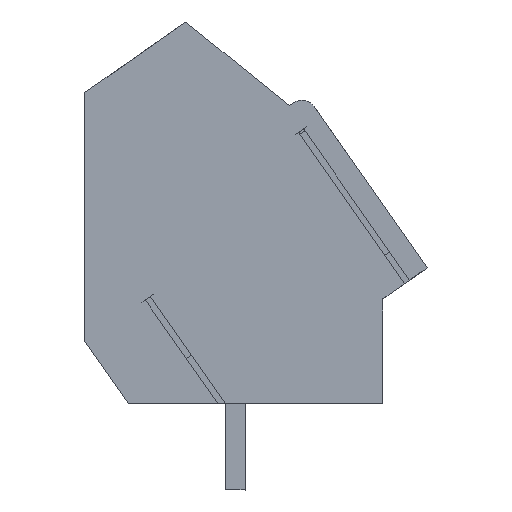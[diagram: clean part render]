
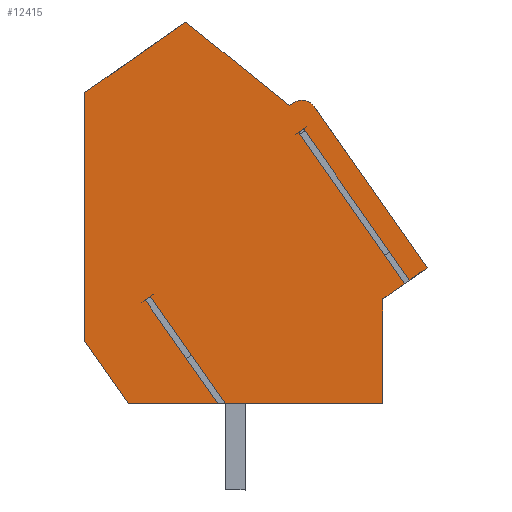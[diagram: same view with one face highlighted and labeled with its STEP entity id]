
A CAD part, left-side view. The second image highlights one B-rep face of the part: STEP entity #12415.
In plain terms, the highlighted planar face has unit normal (-1, 0, 0).
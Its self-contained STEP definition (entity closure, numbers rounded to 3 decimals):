
#12267=AXIS2_PLACEMENT_3D('Plane Axis2P3D',#12264,#12265,#12266) ;
#12287=AXIS2_PLACEMENT_3D('Circle Axis2P3D',#12285,#12286,$) ;
#12264=CARTESIAN_POINT('Axis2P3D Location',(0.,13.9,0.)) ;
#12269=CARTESIAN_POINT('Line Origine',(0.,0.358,8.767)) ;
#12273=CARTESIAN_POINT('Vertex',(0.,0.717,8.516)) ;
#12275=CARTESIAN_POINT('Vertex',(0.,0.,9.018)) ;
#12278=CARTESIAN_POINT('Line Origine',(0.,2.294,12.295)) ;
#12282=CARTESIAN_POINT('Vertex',(0.,4.589,15.572)) ;
#12285=CARTESIAN_POINT('Axis2P3D Location',(0.,5.08,15.227)) ;
#12289=CARTESIAN_POINT('Vertex',(0.,5.424,15.719)) ;
#12292=CARTESIAN_POINT('Line Origine',(0.,5.506,15.662)) ;
#12296=CARTESIAN_POINT('Vertex',(0.,5.588,15.604)) ;
#12299=CARTESIAN_POINT('Line Origine',(0.,7.696,17.302)) ;
#12303=CARTESIAN_POINT('Vertex',(0.,9.804,19.)) ;
#12306=CARTESIAN_POINT('Line Origine',(0.,11.852,17.566)) ;
#12310=CARTESIAN_POINT('Vertex',(0.,13.9,16.132)) ;
#12313=CARTESIAN_POINT('Line Origine',(0.,13.9,11.081)) ;
#12317=CARTESIAN_POINT('Vertex',(0.,13.9,6.03)) ;
#12320=CARTESIAN_POINT('Line Origine',(0.,13.014,4.765)) ;
#12324=CARTESIAN_POINT('Vertex',(0.,12.128,3.5)) ;
#12327=CARTESIAN_POINT('Line Origine',(0.,10.312,3.5)) ;
#12331=CARTESIAN_POINT('Vertex',(0.,8.496,3.5)) ;
#12334=CARTESIAN_POINT('Line Origine',(0.,9.972,5.608)) ;
#12338=CARTESIAN_POINT('Vertex',(0.,11.448,7.716)) ;
#12341=CARTESIAN_POINT('Line Origine',(0.,11.346,7.788)) ;
#12345=CARTESIAN_POINT('Vertex',(0.,11.244,7.859)) ;
#12348=CARTESIAN_POINT('Line Origine',(0.,9.718,5.68)) ;
#12352=CARTESIAN_POINT('Vertex',(0.,8.192,3.5)) ;
#12355=CARTESIAN_POINT('Line Origine',(0.,4.996,3.5)) ;
#12359=CARTESIAN_POINT('Vertex',(0.,1.8,3.5)) ;
#12362=CARTESIAN_POINT('Line Origine',(0.,1.8,5.629)) ;
#12366=CARTESIAN_POINT('Vertex',(0.,1.8,7.758)) ;
#12369=CARTESIAN_POINT('Line Origine',(0.,1.361,8.066)) ;
#12373=CARTESIAN_POINT('Vertex',(0.,0.921,8.373)) ;
#12376=CARTESIAN_POINT('Line Origine',(0.,3.072,11.445)) ;
#12380=CARTESIAN_POINT('Vertex',(0.,5.223,14.517)) ;
#12383=CARTESIAN_POINT('Line Origine',(0.,5.121,14.588)) ;
#12387=CARTESIAN_POINT('Vertex',(0.,5.019,14.66)) ;
#12390=CARTESIAN_POINT('Line Origine',(0.,2.868,11.588)) ;
#12265=DIRECTION('Axis2P3D Direction',(-1.,0.,0.)) ;
#12266=DIRECTION('Axis2P3D XDirection',(0.,-1.,0.)) ;
#12270=DIRECTION('Vector Direction',(0.,0.819,-0.574)) ;
#12279=DIRECTION('Vector Direction',(0.,-0.574,-0.819)) ;
#12286=DIRECTION('Axis2P3D Direction',(-1.,0.,0.)) ;
#12293=DIRECTION('Vector Direction',(0.,-0.819,0.574)) ;
#12300=DIRECTION('Vector Direction',(0.,-0.779,-0.627)) ;
#12307=DIRECTION('Vector Direction',(0.,-0.819,0.574)) ;
#12314=DIRECTION('Vector Direction',(0.,0.,1.)) ;
#12321=DIRECTION('Vector Direction',(0.,0.574,0.819)) ;
#12328=DIRECTION('Vector Direction',(0.,1.,0.)) ;
#12335=DIRECTION('Vector Direction',(0.,-0.574,-0.819)) ;
#12342=DIRECTION('Vector Direction',(0.,0.819,-0.574)) ;
#12349=DIRECTION('Vector Direction',(0.,-0.574,-0.819)) ;
#12356=DIRECTION('Vector Direction',(0.,1.,0.)) ;
#12363=DIRECTION('Vector Direction',(0.,0.,-1.)) ;
#12370=DIRECTION('Vector Direction',(0.,0.819,-0.574)) ;
#12377=DIRECTION('Vector Direction',(0.,-0.574,-0.819)) ;
#12384=DIRECTION('Vector Direction',(0.,0.819,-0.574)) ;
#12391=DIRECTION('Vector Direction',(0.,-0.574,-0.819)) ;
#12271=VECTOR('Line Direction',#12270,1.) ;
#12280=VECTOR('Line Direction',#12279,1.) ;
#12294=VECTOR('Line Direction',#12293,1.) ;
#12301=VECTOR('Line Direction',#12300,1.) ;
#12308=VECTOR('Line Direction',#12307,1.) ;
#12315=VECTOR('Line Direction',#12314,1.) ;
#12322=VECTOR('Line Direction',#12321,1.) ;
#12329=VECTOR('Line Direction',#12328,1.) ;
#12336=VECTOR('Line Direction',#12335,1.) ;
#12343=VECTOR('Line Direction',#12342,1.) ;
#12350=VECTOR('Line Direction',#12349,1.) ;
#12357=VECTOR('Line Direction',#12356,1.) ;
#12364=VECTOR('Line Direction',#12363,1.) ;
#12371=VECTOR('Line Direction',#12370,1.) ;
#12378=VECTOR('Line Direction',#12377,1.) ;
#12385=VECTOR('Line Direction',#12384,1.) ;
#12392=VECTOR('Line Direction',#12391,1.) ;
#12396=ORIENTED_EDGE('',*,*,#12277,.T.) ;
#12397=ORIENTED_EDGE('',*,*,#12284,.T.) ;
#12398=ORIENTED_EDGE('',*,*,#12291,.T.) ;
#12399=ORIENTED_EDGE('',*,*,#12298,.T.) ;
#12400=ORIENTED_EDGE('',*,*,#12305,.T.) ;
#12401=ORIENTED_EDGE('',*,*,#12312,.T.) ;
#12402=ORIENTED_EDGE('',*,*,#12319,.T.) ;
#12403=ORIENTED_EDGE('',*,*,#12326,.T.) ;
#12404=ORIENTED_EDGE('',*,*,#12333,.T.) ;
#12405=ORIENTED_EDGE('',*,*,#12340,.F.) ;
#12406=ORIENTED_EDGE('',*,*,#12347,.F.) ;
#12407=ORIENTED_EDGE('',*,*,#12354,.T.) ;
#12408=ORIENTED_EDGE('',*,*,#12361,.T.) ;
#12409=ORIENTED_EDGE('',*,*,#12368,.T.) ;
#12410=ORIENTED_EDGE('',*,*,#12375,.T.) ;
#12411=ORIENTED_EDGE('',*,*,#12382,.F.) ;
#12412=ORIENTED_EDGE('',*,*,#12389,.F.) ;
#12413=ORIENTED_EDGE('',*,*,#12394,.T.) ;
#12415=ADVANCED_FACE('HOUSING',(#12414),#12268,.T.) ;
#12288=CIRCLE('generated circle',#12287,0.6) ;
#12277=EDGE_CURVE('',#12274,#12276,#12272,.F.) ;
#12284=EDGE_CURVE('',#12276,#12283,#12281,.F.) ;
#12291=EDGE_CURVE('',#12283,#12290,#12288,.T.) ;
#12298=EDGE_CURVE('',#12290,#12297,#12295,.F.) ;
#12305=EDGE_CURVE('',#12297,#12304,#12302,.F.) ;
#12312=EDGE_CURVE('',#12304,#12311,#12309,.F.) ;
#12319=EDGE_CURVE('',#12311,#12318,#12316,.F.) ;
#12326=EDGE_CURVE('',#12318,#12325,#12323,.F.) ;
#12333=EDGE_CURVE('',#12325,#12332,#12330,.F.) ;
#12340=EDGE_CURVE('',#12339,#12332,#12337,.T.) ;
#12347=EDGE_CURVE('',#12346,#12339,#12344,.T.) ;
#12354=EDGE_CURVE('',#12346,#12353,#12351,.T.) ;
#12361=EDGE_CURVE('',#12353,#12360,#12358,.F.) ;
#12368=EDGE_CURVE('',#12360,#12367,#12365,.F.) ;
#12375=EDGE_CURVE('',#12367,#12374,#12372,.F.) ;
#12382=EDGE_CURVE('',#12381,#12374,#12379,.T.) ;
#12389=EDGE_CURVE('',#12388,#12381,#12386,.T.) ;
#12394=EDGE_CURVE('',#12388,#12274,#12393,.T.) ;
#12395=EDGE_LOOP('',(#12396,#12397,#12398,#12399,#12400,#12401,#12402,#12403,#12404,#12405,#12406,#12407,#12408,#12409,#12410,#12411,#12412,#12413)) ;
#12414=FACE_OUTER_BOUND('',#12395,.T.) ;
#12272=LINE('Line',#12269,#12271) ;
#12281=LINE('Line',#12278,#12280) ;
#12295=LINE('Line',#12292,#12294) ;
#12302=LINE('Line',#12299,#12301) ;
#12309=LINE('Line',#12306,#12308) ;
#12316=LINE('Line',#12313,#12315) ;
#12323=LINE('Line',#12320,#12322) ;
#12330=LINE('Line',#12327,#12329) ;
#12337=LINE('Line',#12334,#12336) ;
#12344=LINE('Line',#12341,#12343) ;
#12351=LINE('Line',#12348,#12350) ;
#12358=LINE('Line',#12355,#12357) ;
#12365=LINE('Line',#12362,#12364) ;
#12372=LINE('Line',#12369,#12371) ;
#12379=LINE('Line',#12376,#12378) ;
#12386=LINE('Line',#12383,#12385) ;
#12393=LINE('Line',#12390,#12392) ;
#12268=PLANE('',#12267) ;
#12274=VERTEX_POINT('',#12273) ;
#12276=VERTEX_POINT('',#12275) ;
#12283=VERTEX_POINT('',#12282) ;
#12290=VERTEX_POINT('',#12289) ;
#12297=VERTEX_POINT('',#12296) ;
#12304=VERTEX_POINT('',#12303) ;
#12311=VERTEX_POINT('',#12310) ;
#12318=VERTEX_POINT('',#12317) ;
#12325=VERTEX_POINT('',#12324) ;
#12332=VERTEX_POINT('',#12331) ;
#12339=VERTEX_POINT('',#12338) ;
#12346=VERTEX_POINT('',#12345) ;
#12353=VERTEX_POINT('',#12352) ;
#12360=VERTEX_POINT('',#12359) ;
#12367=VERTEX_POINT('',#12366) ;
#12374=VERTEX_POINT('',#12373) ;
#12381=VERTEX_POINT('',#12380) ;
#12388=VERTEX_POINT('',#12387) ;
